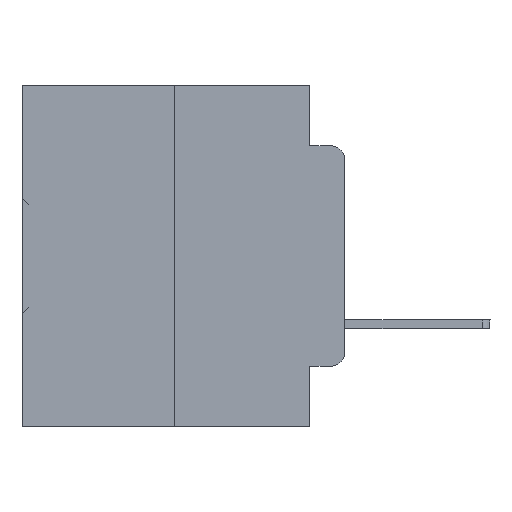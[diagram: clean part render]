
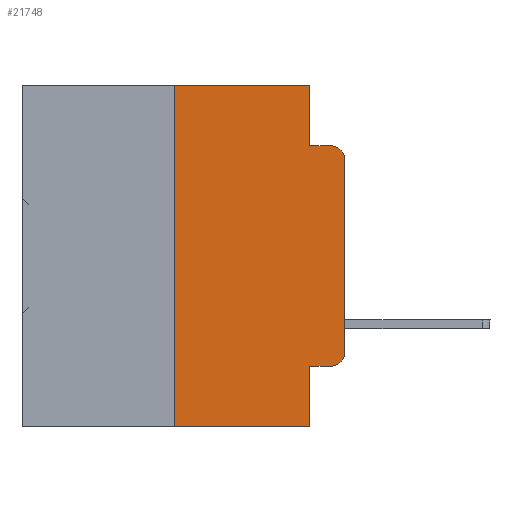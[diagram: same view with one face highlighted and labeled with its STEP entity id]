
A CAD part, left-side view. The second image highlights one B-rep face of the part: STEP entity #21748.
In plain terms, the highlighted planar face has unit normal (-1, 0, 0).
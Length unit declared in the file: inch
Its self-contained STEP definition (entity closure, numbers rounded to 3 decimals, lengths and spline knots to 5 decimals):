
#271 = ORIENTED_EDGE ( 'NONE', *, *, #2544, .F. ) ;
#1446 = EDGE_CURVE ( 'NONE', #24800, #13905, #2123, .T. ) ;
#1469 = CARTESIAN_POINT ( 'NONE',  ( 0., 0.051, 0. ) ) ;
#2118 = DIRECTION ( 'NONE',  ( -1., 0., 0. ) ) ;
#2123 = LINE ( 'NONE', #32422, #14369 ) ;
#2456 = ORIENTED_EDGE ( 'NONE', *, *, #8649, .T. ) ;
#2544 = EDGE_CURVE ( 'NONE', #12643, #12603, #17762, .T. ) ;
#3040 = CARTESIAN_POINT ( 'NONE',  ( 0., 0.051, 0. ) ) ;
#4409 = ORIENTED_EDGE ( 'NONE', *, *, #21718, .T. ) ;
#4596 = CIRCLE ( 'NONE', #16122, 0.02 ) ;
#5025 = CARTESIAN_POINT ( 'NONE',  ( 0., 0., -0.1085 ) ) ;
#5175 = DIRECTION ( 'NONE',  ( 0., -1., 0. ) ) ;
#6591 = DIRECTION ( 'NONE',  ( 0., 0., 1. ) ) ;
#7082 = CARTESIAN_POINT ( 'NONE',  ( 0., 0.051, -0.4115 ) ) ;
#7159 = CARTESIAN_POINT ( 'NONE',  ( 0., 0.051, -0.0885 ) ) ;
#7423 = CARTESIAN_POINT ( 'NONE',  ( 0., 0.051, 0. ) ) ;
#7457 = LINE ( 'NONE', #10466, #11830 ) ;
#7499 = CARTESIAN_POINT ( 'NONE',  ( 0., 0.02, -0.1085 ) ) ;
#7921 = DIRECTION ( 'NONE',  ( 0., 0., 1. ) ) ;
#8568 = EDGE_CURVE ( 'NONE', #11220, #33673, #7457, .T. ) ;
#8649 = EDGE_CURVE ( 'NONE', #30720, #24800, #12256, .T. ) ;
#8821 = LINE ( 'NONE', #3040, #20210 ) ;
#9206 = CARTESIAN_POINT ( 'NONE',  ( 0., 0.051, -0.0885 ) ) ;
#10466 = CARTESIAN_POINT ( 'NONE',  ( 0., 0.473, -0.5 ) ) ;
#10933 = ORIENTED_EDGE ( 'NONE', *, *, #26663, .F. ) ;
#11220 = VERTEX_POINT ( 'NONE', #12409 ) ;
#11519 = VERTEX_POINT ( 'NONE', #21842 ) ;
#11830 = VECTOR ( 'NONE', #5175, 39.37008 ) ;
#12140 = LINE ( 'NONE', #21757, #23550 ) ;
#12256 = CIRCLE ( 'NONE', #15479, 0.02 ) ;
#12268 = ORIENTED_EDGE ( 'NONE', *, *, #8568, .T. ) ;
#12275 = PLANE ( 'NONE',  #21552 ) ;
#12409 = CARTESIAN_POINT ( 'NONE',  ( 0., 0.25, -0.5 ) ) ;
#12603 = VERTEX_POINT ( 'NONE', #9206 ) ;
#12643 = VERTEX_POINT ( 'NONE', #7423 ) ;
#13239 = LINE ( 'NONE', #19208, #23221 ) ;
#13622 = VECTOR ( 'NONE', #24624, 39.37008 ) ;
#13905 = VERTEX_POINT ( 'NONE', #5025 ) ;
#14321 = DIRECTION ( 'NONE',  ( 0., 0., -1. ) ) ;
#14369 = VECTOR ( 'NONE', #6591, 39.37008 ) ;
#14512 = CARTESIAN_POINT ( 'NONE',  ( 0., 0., -0.3915 ) ) ;
#15451 = ORIENTED_EDGE ( 'NONE', *, *, #22302, .F. ) ;
#15479 = AXIS2_PLACEMENT_3D ( 'NONE', #36125, #33842, #16977 ) ;
#15698 = CARTESIAN_POINT ( 'NONE',  ( 0., 0.02, -0.4115 ) ) ;
#16122 = AXIS2_PLACEMENT_3D ( 'NONE', #7499, #2118, #32719 ) ;
#16311 = EDGE_LOOP ( 'NONE', ( #28381, #4409, #10933, #271, #15451, #36420, #12268, #22231, #28684, #2456 ) ) ;
#16977 = DIRECTION ( 'NONE',  ( 0., 0., -1. ) ) ;
#17242 = EDGE_CURVE ( 'NONE', #30725, #33673, #8821, .T. ) ;
#17762 = LINE ( 'NONE', #1469, #18695 ) ;
#18039 = LINE ( 'NONE', #7159, #24725 ) ;
#18695 = VECTOR ( 'NONE', #35257, 39.37008 ) ;
#19208 = CARTESIAN_POINT ( 'NONE',  ( 0., 0.25, 0. ) ) ;
#19379 = LINE ( 'NONE', #32996, #13622 ) ;
#20210 = VECTOR ( 'NONE', #14321, 39.37008 ) ;
#21364 = CARTESIAN_POINT ( 'NONE',  ( 0., 0.473, 0. ) ) ;
#21493 = DIRECTION ( 'NONE',  ( 0., 0., -1. ) ) ;
#21552 = AXIS2_PLACEMENT_3D ( 'NONE', #21364, #35544, #21493 ) ;
#21705 = VERTEX_POINT ( 'NONE', #29101 ) ;
#21718 = EDGE_CURVE ( 'NONE', #13905, #11519, #4596, .T. ) ;
#21748 = ADVANCED_FACE ( 'NONE', ( #24840 ), #12275, .F. ) ;
#21757 = CARTESIAN_POINT ( 'NONE',  ( 0., 0.051, -0.4115 ) ) ;
#21842 = CARTESIAN_POINT ( 'NONE',  ( 0., 0.02, -0.0885 ) ) ;
#22231 = ORIENTED_EDGE ( 'NONE', *, *, #17242, .F. ) ;
#22302 = EDGE_CURVE ( 'NONE', #21705, #12643, #19379, .T. ) ;
#23221 = VECTOR ( 'NONE', #7921, 39.37008 ) ;
#23550 = VECTOR ( 'NONE', #27431, 39.37008 ) ;
#24624 = DIRECTION ( 'NONE',  ( 0., -1., 0. ) ) ;
#24725 = VECTOR ( 'NONE', #35204, 39.37008 ) ;
#24800 = VERTEX_POINT ( 'NONE', #14512 ) ;
#24840 = FACE_OUTER_BOUND ( 'NONE', #16311, .T. ) ;
#26663 = EDGE_CURVE ( 'NONE', #12603, #11519, #18039, .T. ) ;
#27431 = DIRECTION ( 'NONE',  ( 0., -1., 0. ) ) ;
#28381 = ORIENTED_EDGE ( 'NONE', *, *, #1446, .T. ) ;
#28684 = ORIENTED_EDGE ( 'NONE', *, *, #35126, .T. ) ;
#28733 = EDGE_CURVE ( 'NONE', #11220, #21705, #13239, .T. ) ;
#29101 = CARTESIAN_POINT ( 'NONE',  ( 0., 0.25, 0. ) ) ;
#30720 = VERTEX_POINT ( 'NONE', #15698 ) ;
#30725 = VERTEX_POINT ( 'NONE', #7082 ) ;
#32422 = CARTESIAN_POINT ( 'NONE',  ( 0., 0., 0. ) ) ;
#32719 = DIRECTION ( 'NONE',  ( 0., 0., -1. ) ) ;
#32996 = CARTESIAN_POINT ( 'NONE',  ( 0., 0.473, 0. ) ) ;
#33673 = VERTEX_POINT ( 'NONE', #34645 ) ;
#33842 = DIRECTION ( 'NONE',  ( -1., 0., 0. ) ) ;
#34645 = CARTESIAN_POINT ( 'NONE',  ( 0., 0.051, -0.5 ) ) ;
#35126 = EDGE_CURVE ( 'NONE', #30725, #30720, #12140, .T. ) ;
#35204 = DIRECTION ( 'NONE',  ( 0., -1., 0. ) ) ;
#35257 = DIRECTION ( 'NONE',  ( 0., 0., -1. ) ) ;
#35544 = DIRECTION ( 'NONE',  ( 1., 0., 0. ) ) ;
#36125 = CARTESIAN_POINT ( 'NONE',  ( 0., 0.02, -0.3915 ) ) ;
#36420 = ORIENTED_EDGE ( 'NONE', *, *, #28733, .F. ) ;
